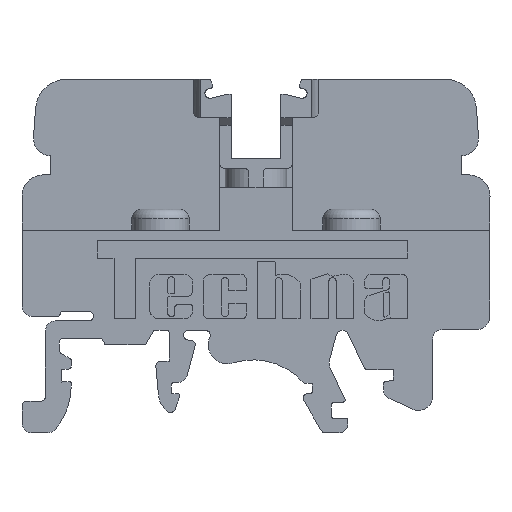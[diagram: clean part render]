
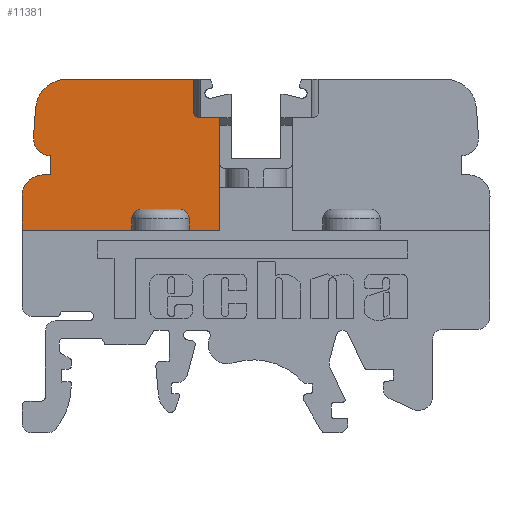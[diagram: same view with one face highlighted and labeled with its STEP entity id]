
A CAD part, front view. The second image highlights one B-rep face of the part: STEP entity #11381.
In plain terms, the highlighted planar face has unit normal (0, -1, 0).
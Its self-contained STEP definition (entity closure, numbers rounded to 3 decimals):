
#298 = CARTESIAN_POINT ( 'NONE',  ( -35.85, 8., 24.2 ) ) ;
#803 = ORIENTED_EDGE ( 'NONE', *, *, #1861, .T. ) ;
#842 = CIRCLE ( 'NONE', #29180, 3.25 ) ;
#1108 = CARTESIAN_POINT ( 'NONE',  ( -34.19, 8., 30.4 ) ) ;
#1861 = EDGE_CURVE ( 'NONE', #36880, #35632, #18009, .T. ) ;
#2089 = CARTESIAN_POINT ( 'NONE',  ( -36.6, 8., 20.4 ) ) ;
#2350 = ORIENTED_EDGE ( 'NONE', *, *, #2511, .F. ) ;
#2511 = EDGE_CURVE ( 'NONE', #8533, #16231, #7325, .T. ) ;
#2548 = CARTESIAN_POINT ( 'NONE',  ( -38.85, 8., 13.4 ) ) ;
#3146 = DIRECTION ( 'NONE',  ( 1., 0., 0. ) ) ;
#3864 = VERTEX_POINT ( 'NONE', #30320 ) ;
#4041 = DIRECTION ( 'NONE',  ( 0., 0., 1. ) ) ;
#4344 = CARTESIAN_POINT ( 'NONE',  ( -20.35, 8., 26.4 ) ) ;
#4552 = EDGE_CURVE ( 'NONE', #10438, #16231, #6803, .T. ) ;
#4751 = VECTOR ( 'NONE', #5039, 1000. ) ;
#4790 = EDGE_CURVE ( 'NONE', #22768, #36880, #14472, .T. ) ;
#5039 = DIRECTION ( 'NONE',  ( 0., 0., -1. ) ) ;
#5241 = DIRECTION ( 'NONE',  ( 0., -1., 0. ) ) ;
#6803 = LINE ( 'NONE', #29418, #19061 ) ;
#6891 = CARTESIAN_POINT ( 'NONE',  ( -18.15, 8., 26.4 ) ) ;
#7325 = LINE ( 'NONE', #24477, #16804 ) ;
#7466 = VERTEX_POINT ( 'NONE', #14407 ) ;
#7503 = DIRECTION ( 'NONE',  ( 0., 0., -1. ) ) ;
#7540 = LINE ( 'NONE', #19033, #19929 ) ;
#7977 = LINE ( 'NONE', #36291, #12204 ) ;
#8533 = VERTEX_POINT ( 'NONE', #6891 ) ;
#8800 = CARTESIAN_POINT ( 'NONE',  ( -32.662, 8., 30.4 ) ) ;
#9124 = VERTEX_POINT ( 'NONE', #1108 ) ;
#9494 = ORIENTED_EDGE ( 'NONE', *, *, #13943, .T. ) ;
#9545 = EDGE_LOOP ( 'NONE', ( #11666, #23375, #33138, #13961, #27326, #9494, #18411, #13842, #37224, #803, #28284, #10647, #2350 ) ) ;
#9566 = AXIS2_PLACEMENT_3D ( 'NONE', #22153, #16102, #21785 ) ;
#9860 = DIRECTION ( 'NONE',  ( 0., 0., 1. ) ) ;
#10438 = VERTEX_POINT ( 'NONE', #22955 ) ;
#10612 = DIRECTION ( 'NONE',  ( 1., 0., 0. ) ) ;
#10647 = ORIENTED_EDGE ( 'NONE', *, *, #4552, .T. ) ;
#11204 = CARTESIAN_POINT ( 'NONE',  ( -35.85, 8., 22.4 ) ) ;
#11381 = ADVANCED_FACE ( 'NONE', ( #17505 ), #23154, .F. ) ;
#11642 = CARTESIAN_POINT ( 'NONE',  ( -34.436, 8., 24.15 ) ) ;
#11666 = ORIENTED_EDGE ( 'NONE', *, *, #20918, .F. ) ;
#12204 = VECTOR ( 'NONE', #10612, 1000. ) ;
#13470 = VECTOR ( 'NONE', #16901, 1000. ) ;
#13842 = ORIENTED_EDGE ( 'NONE', *, *, #18972, .F. ) ;
#13943 = EDGE_CURVE ( 'NONE', #3864, #26344, #25750, .T. ) ;
#13961 = ORIENTED_EDGE ( 'NONE', *, *, #18739, .F. ) ;
#14407 = CARTESIAN_POINT ( 'NONE',  ( -20.85, 8., 30.4 ) ) ;
#14472 = LINE ( 'NONE', #16932, #31100 ) ;
#14489 = EDGE_CURVE ( 'NONE', #9124, #3864, #842, .T. ) ;
#15056 = AXIS2_PLACEMENT_3D ( 'NONE', #11642, #32588, #3146 ) ;
#15700 = AXIS2_PLACEMENT_3D ( 'NONE', #298, #22792, #4041 ) ;
#16102 = DIRECTION ( 'NONE',  ( 0., -1., 0. ) ) ;
#16231 = VERTEX_POINT ( 'NONE', #21363 ) ;
#16804 = VECTOR ( 'NONE', #7503, 1000. ) ;
#16901 = DIRECTION ( 'NONE',  ( 1., 0., 0. ) ) ;
#16932 = CARTESIAN_POINT ( 'NONE',  ( -18.15, 8., 20.4 ) ) ;
#17505 = FACE_OUTER_BOUND ( 'NONE', #9545, .T. ) ;
#18009 = CIRCLE ( 'NONE', #9566, 2.25 ) ;
#18411 = ORIENTED_EDGE ( 'NONE', *, *, #33088, .T. ) ;
#18739 = EDGE_CURVE ( 'NONE', #9124, #7466, #25217, .T. ) ;
#18972 = EDGE_CURVE ( 'NONE', #22768, #23502, #25723, .T. ) ;
#19033 = CARTESIAN_POINT ( 'NONE',  ( -20.85, 8., 29.896 ) ) ;
#19061 = VECTOR ( 'NONE', #29804, 1000. ) ;
#19546 = VECTOR ( 'NONE', #22719, 1000. ) ;
#19774 = DIRECTION ( 'NONE',  ( -1., 0., 0. ) ) ;
#19929 = VECTOR ( 'NONE', #36389, 1000. ) ;
#20113 = DIRECTION ( 'NONE',  ( -0.07, 0., -0.998 ) ) ;
#20918 = EDGE_CURVE ( 'NONE', #37054, #8533, #7977, .T. ) ;
#21363 = CARTESIAN_POINT ( 'NONE',  ( -18.15, 8., 14.6 ) ) ;
#21588 = AXIS2_PLACEMENT_3D ( 'NONE', #31264, #5241, #25233 ) ;
#21741 = CIRCLE ( 'NONE', #15700, 1.8 ) ;
#21785 = DIRECTION ( 'NONE',  ( 0., 0., 1. ) ) ;
#21840 = CARTESIAN_POINT ( 'NONE',  ( -38.85, 8., 18.15 ) ) ;
#22153 = CARTESIAN_POINT ( 'NONE',  ( -36.6, 8., 18.15 ) ) ;
#22719 = DIRECTION ( 'NONE',  ( 0., 0., 1. ) ) ;
#22768 = VERTEX_POINT ( 'NONE', #25944 ) ;
#22792 = DIRECTION ( 'NONE',  ( 0., -1., 0. ) ) ;
#22939 = LINE ( 'NONE', #2548, #4751 ) ;
#22955 = CARTESIAN_POINT ( 'NONE',  ( -38.85, 8., 14.6 ) ) ;
#23154 = PLANE ( 'NONE',  #15056 ) ;
#23375 = ORIENTED_EDGE ( 'NONE', *, *, #30038, .F. ) ;
#23502 = VERTEX_POINT ( 'NONE', #27208 ) ;
#24385 = DIRECTION ( 'NONE',  ( 0., -1., 0. ) ) ;
#24477 = CARTESIAN_POINT ( 'NONE',  ( -18.15, 8., 26.4 ) ) ;
#25174 = CIRCLE ( 'NONE', #21588, 0.5 ) ;
#25217 = LINE ( 'NONE', #8800, #13470 ) ;
#25233 = DIRECTION ( 'NONE',  ( 1., 0., 0. ) ) ;
#25561 = CARTESIAN_POINT ( 'NONE',  ( -37.642, 8., 24.374 ) ) ;
#25723 = LINE ( 'NONE', #11204, #19546 ) ;
#25750 = LINE ( 'NONE', #25561, #34562 ) ;
#25944 = CARTESIAN_POINT ( 'NONE',  ( -35.85, 8., 20.4 ) ) ;
#26051 = EDGE_CURVE ( 'NONE', #35632, #10438, #22939, .T. ) ;
#26344 = VERTEX_POINT ( 'NONE', #26434 ) ;
#26434 = CARTESIAN_POINT ( 'NONE',  ( -37.646, 8., 24.326 ) ) ;
#27105 = CARTESIAN_POINT ( 'NONE',  ( -20.85, 8., 26.9 ) ) ;
#27208 = CARTESIAN_POINT ( 'NONE',  ( -35.85, 8., 22.4 ) ) ;
#27326 = ORIENTED_EDGE ( 'NONE', *, *, #14489, .T. ) ;
#28284 = ORIENTED_EDGE ( 'NONE', *, *, #26051, .T. ) ;
#29180 = AXIS2_PLACEMENT_3D ( 'NONE', #33255, #24385, #9860 ) ;
#29418 = CARTESIAN_POINT ( 'NONE',  ( -18.15, 8., 14.6 ) ) ;
#29804 = DIRECTION ( 'NONE',  ( 1., 0., 0. ) ) ;
#30038 = EDGE_CURVE ( 'NONE', #34747, #37054, #25174, .T. ) ;
#30320 = CARTESIAN_POINT ( 'NONE',  ( -37.432, 8., 27.377 ) ) ;
#31100 = VECTOR ( 'NONE', #19774, 1000. ) ;
#31264 = CARTESIAN_POINT ( 'NONE',  ( -20.35, 8., 26.9 ) ) ;
#32588 = DIRECTION ( 'NONE',  ( 0., 1., 0. ) ) ;
#33008 = EDGE_CURVE ( 'NONE', #7466, #34747, #7540, .T. ) ;
#33088 = EDGE_CURVE ( 'NONE', #26344, #23502, #21741, .T. ) ;
#33138 = ORIENTED_EDGE ( 'NONE', *, *, #33008, .F. ) ;
#33255 = CARTESIAN_POINT ( 'NONE',  ( -34.19, 8., 27.15 ) ) ;
#34562 = VECTOR ( 'NONE', #20113, 1000. ) ;
#34747 = VERTEX_POINT ( 'NONE', #27105 ) ;
#35632 = VERTEX_POINT ( 'NONE', #21840 ) ;
#36291 = CARTESIAN_POINT ( 'NONE',  ( -20.35, 8., 26.4 ) ) ;
#36389 = DIRECTION ( 'NONE',  ( 0., 0., -1. ) ) ;
#36880 = VERTEX_POINT ( 'NONE', #2089 ) ;
#37054 = VERTEX_POINT ( 'NONE', #4344 ) ;
#37224 = ORIENTED_EDGE ( 'NONE', *, *, #4790, .T. ) ;
